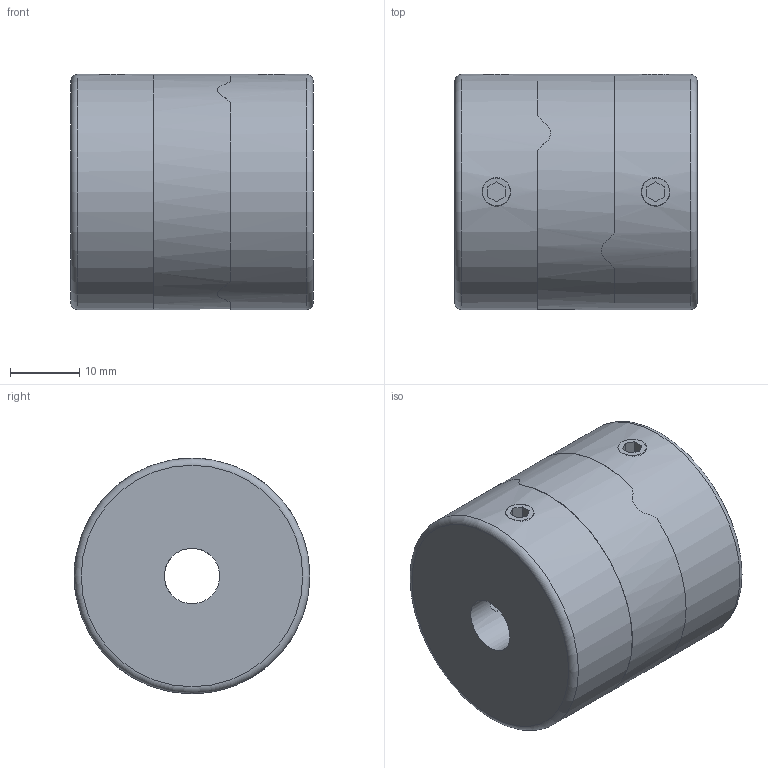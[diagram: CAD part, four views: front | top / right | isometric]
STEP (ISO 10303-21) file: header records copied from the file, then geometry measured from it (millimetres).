
FILE_DESCRIPTION(/* description */ ('STEP AP214'),/* implementation_level */ '2;1');
FILE_NAME(/* name */ 'XGS-34-8-8',/* time_stamp */ '2024-06-05T11:16:56+02:00',/* author */ ('License CC BY-ND 4.0'),/* organization */ ('CADENAS'),/* preprocessor_version */ 'ST-DEVELOPER v19.3',/* originating_system */ 'PARTsolutions',/* authorisation */ ' ');
FILE_SCHEMA (('AUTOMOTIVE_DESIGN {1 0 10303 214 3 1 1}'));
Length unit declared in the file: millimetre
Products named in the file (6): XGS-34-8-8; XGS-34 - 8-8 - Hub 1; XGS-34 - 8-8 - rubber1; XGS-34 - 8-8 - Hub 2; XGS-34 - 8-8 -bolt2; XGS-34 - 8-8 -bolt
Assembly tree (7 placements, depth 2):
  XGS-34-8-8
    XGS-34 - 8-8 - Hub 1
    XGS-34 - 8-8 - rubber1
    XGS-34 - 8-8 - Hub 2
    XGS-34 - 8-8 -bolt2  x2
    XGS-34 - 8-8 -bolt  x2
Bounding box: 35 x 34 x 34 mm (x, y, z)
Volume: 29741.7 mm3; surface area: 11227 mm2
Topology: 7 solids, 7 shells, 90 faces, 209 edges, 135 vertices
Faces by surface type: plane 62, cylinder 18, cone 8, torus 2
Full cylindrical faces by diameter (mm): 4.134 x4, 5 x4, 8 x2, 9 x1, 34 x3
Entity records: 2034 total; most frequent: CARTESIAN_POINT 434, DIRECTION 308, ORIENTED_EDGE 260, EDGE_CURVE 130, AXIS2_PLACEMENT_3D 124, EDGE_LOOP 100, FACE_BOUND 100, VERTEX_POINT 94
